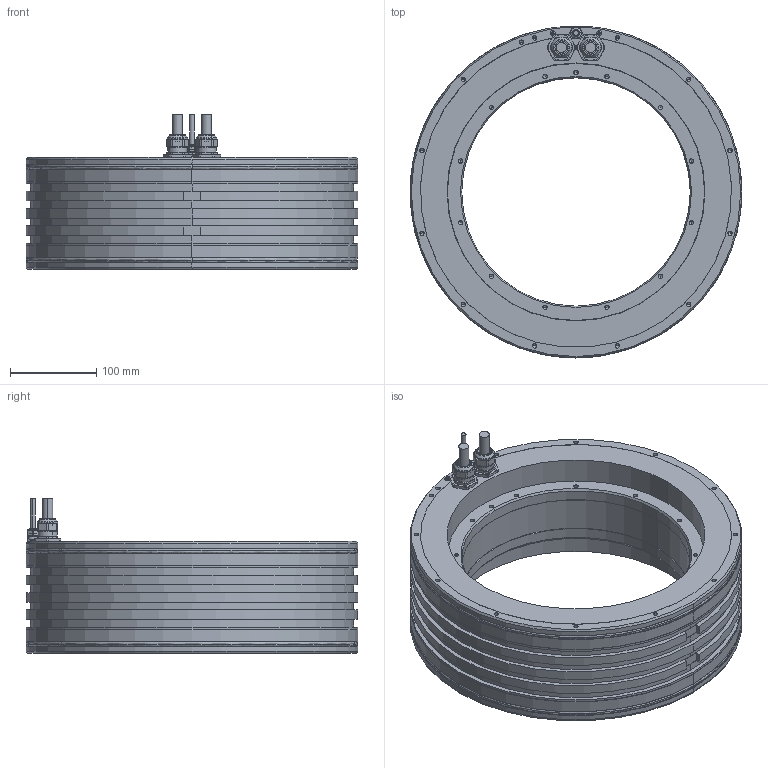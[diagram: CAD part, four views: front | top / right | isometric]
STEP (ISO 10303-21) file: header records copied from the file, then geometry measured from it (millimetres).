
FILE_DESCRIPTION((''),'2;1');
FILE_NAME('PRT0001','2016-06-01T',('ch5533'),(''),'PRO/ENGINEER BY PARAMETRIC TECHNOLOGY CORPORATION, 2014000','PRO/ENGINEER BY PARAMETRIC TECHNOLOGY CORPORATION, 2014000','');
FILE_SCHEMA(('CONFIG_CONTROL_DESIGN'));
Length unit declared in the file: millimetre
Products named in the file (1): PRT0001
Bounding box: 385 x 385 x 179.8 mm (x, y, z)
Volume: 6790270.1 mm3; surface area: 644232.7 mm2
Topology: 4 solids, 18 shells, 732 faces, 1740 edges, 1023 vertices
Faces by surface type: cylinder 323, cone 206, plane 143, torus 48, revolution 8, sphere 4
Entity records: 27300 total; most frequent: CARTESIAN_POINT 4466, DIRECTION 3878, ORIENTED_EDGE 3276, EDGE_CURVE 1638, AXIS2_PLACEMENT_3D 1614, VERTEX_POINT 1023, CIRCLE 890, FILL_AREA_STYLE_COLOUR 886
